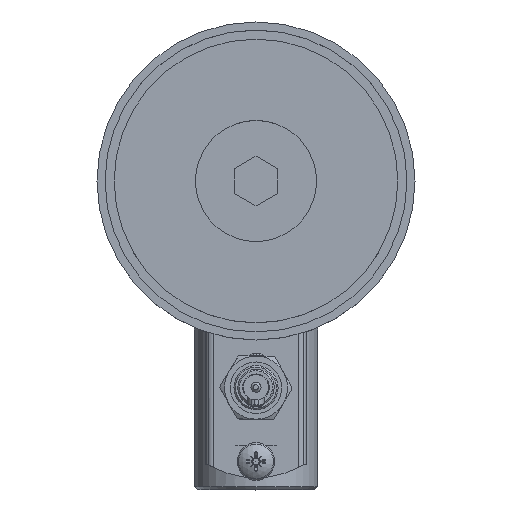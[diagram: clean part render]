
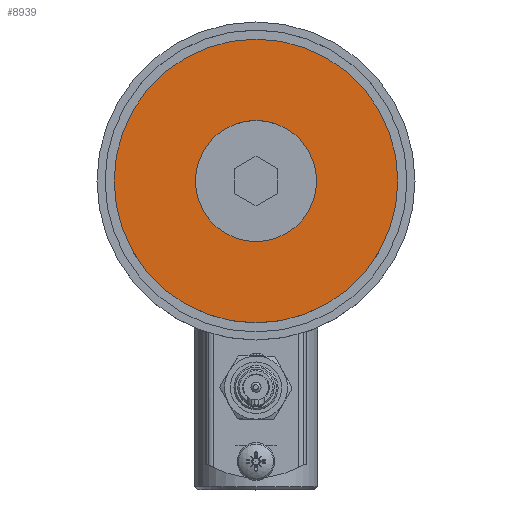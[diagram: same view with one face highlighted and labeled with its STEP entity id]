
A CAD part, top view. The second image highlights one B-rep face of the part: STEP entity #8939.
In plain terms, the highlighted planar face has unit normal (0, 0, 1).
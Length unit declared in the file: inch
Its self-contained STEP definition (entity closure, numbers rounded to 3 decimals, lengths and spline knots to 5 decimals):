
#512=FACE_BOUND('',#2452,.T.);
#1126=CIRCLE('',#10463,0.6);
#1127=CIRCLE('',#10465,1.405);
#1795=FACE_OUTER_BOUND('',#2451,.T.);
#2451=EDGE_LOOP('',(#8099));
#2452=EDGE_LOOP('',(#8100));
#4376=VERTEX_POINT('',#17584);
#4377=VERTEX_POINT('',#17588);
#5619=EDGE_CURVE('',#4376,#4376,#1126,.T.);
#5620=EDGE_CURVE('',#4377,#4377,#1127,.T.);
#8099=ORIENTED_EDGE('',*,*,#5620,.F.);
#8100=ORIENTED_EDGE('',*,*,#5619,.T.);
#8379=PLANE('',#10467);
#8939=ADVANCED_FACE('',(#1795,#512),#8379,.F.);
#10463=AXIS2_PLACEMENT_3D('',#17586,#13194,#13195);
#10465=AXIS2_PLACEMENT_3D('',#17589,#13198,#13199);
#10467=AXIS2_PLACEMENT_3D('',#17593,#13203,#13204);
#13194=DIRECTION('center_axis',(0.,0.,-1.));
#13195=DIRECTION('ref_axis',(-1.,0.,0.));
#13198=DIRECTION('center_axis',(0.,0.,-1.));
#13199=DIRECTION('ref_axis',(-1.,0.,0.));
#13203=DIRECTION('center_axis',(0.,0.,-1.));
#13204=DIRECTION('ref_axis',(-1.,0.,0.));
#17584=CARTESIAN_POINT('',(0.6,0.,0.41));
#17586=CARTESIAN_POINT('Origin',(0.,0.,0.41));
#17588=CARTESIAN_POINT('',(1.405,0.,0.41));
#17589=CARTESIAN_POINT('Origin',(0.,0.,0.41));
#17593=CARTESIAN_POINT('Origin',(0.,0.,0.41));
